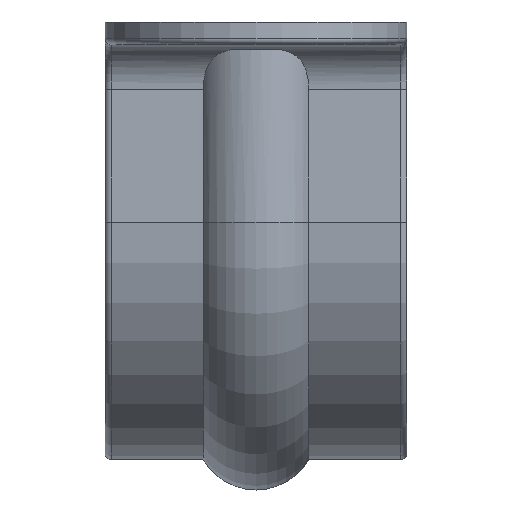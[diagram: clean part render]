
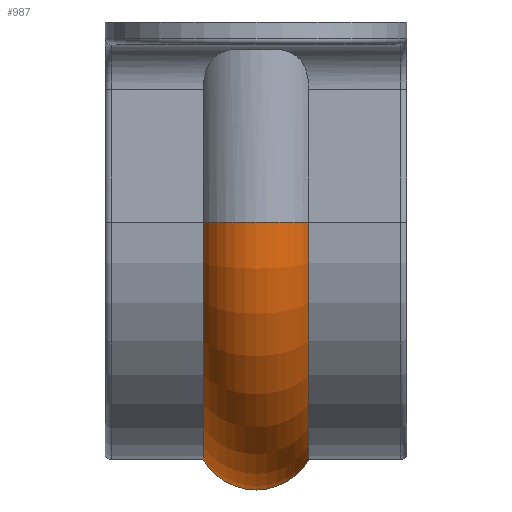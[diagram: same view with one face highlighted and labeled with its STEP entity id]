
A CAD part, left-side view. The second image highlights one B-rep face of the part: STEP entity #987.
In plain terms, the highlighted toroidal (fillet/blend) face has major radius 13.688 mm and minor radius 4.062 mm.
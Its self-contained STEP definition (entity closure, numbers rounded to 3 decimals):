
#924 = VERTEX_POINT('',#925);
#925 = CARTESIAN_POINT('',(-15.75,-3.5,-13.25));
#948 = VERTEX_POINT('',#949);
#949 = CARTESIAN_POINT('',(-15.75,3.5,-13.25));
#972 = EDGE_CURVE('',#924,#948,#973,.T.);
#973 = CIRCLE('',#974,4.063);
#974 = AXIS2_PLACEMENT_3D('',#975,#976,#977);
#975 = CARTESIAN_POINT('',(-13.688,0.,-13.25));
#976 = DIRECTION('',(0.,0.,-1.));
#977 = DIRECTION('',(-0.508,-0.862,-0.));
#987 = ADVANCED_FACE('',(#988),#1016,.T.);
#988 = FACE_BOUND('',#989,.T.);
#989 = EDGE_LOOP('',(#990,#999,#1008,#1015));
#990 = ORIENTED_EDGE('',*,*,#991,.F.);
#991 = EDGE_CURVE('',#992,#948,#994,.T.);
#992 = VERTEX_POINT('',#993);
#993 = CARTESIAN_POINT('',(15.75,3.5,-13.25));
#994 = CIRCLE('',#995,15.75);
#995 = AXIS2_PLACEMENT_3D('',#996,#997,#998);
#996 = CARTESIAN_POINT('',(0.,3.5,-13.25));
#997 = DIRECTION('',(-0.,1.,0.));
#998 = DIRECTION('',(1.,0.,0.));
#999 = ORIENTED_EDGE('',*,*,#1000,.F.);
#1000 = EDGE_CURVE('',#1001,#992,#1003,.T.);
#1001 = VERTEX_POINT('',#1002);
#1002 = CARTESIAN_POINT('',(15.75,-3.5,-13.25));
#1003 = CIRCLE('',#1004,4.063);
#1004 = AXIS2_PLACEMENT_3D('',#1005,#1006,#1007);
#1005 = CARTESIAN_POINT('',(13.688,0.,-13.25));
#1006 = DIRECTION('',(0.,0.,1.));
#1007 = DIRECTION('',(0.508,-0.862,0.));
#1008 = ORIENTED_EDGE('',*,*,#1009,.F.);
#1009 = EDGE_CURVE('',#924,#1001,#1010,.T.);
#1010 = CIRCLE('',#1011,15.75);
#1011 = AXIS2_PLACEMENT_3D('',#1012,#1013,#1014);
#1012 = CARTESIAN_POINT('',(0.,-3.5,-13.25));
#1013 = DIRECTION('',(0.,-1.,0.));
#1014 = DIRECTION('',(-1.,0.,0.));
#1015 = ORIENTED_EDGE('',*,*,#972,.T.);
#1016 = TOROIDAL_SURFACE('',#1017,13.688,4.063);
#1017 = AXIS2_PLACEMENT_3D('',#1018,#1019,#1020);
#1018 = CARTESIAN_POINT('',(0.,0.,
    -13.25));
#1019 = DIRECTION('',(0.,-1.,0.));
#1020 = DIRECTION('',(0.,0.,-1.));
